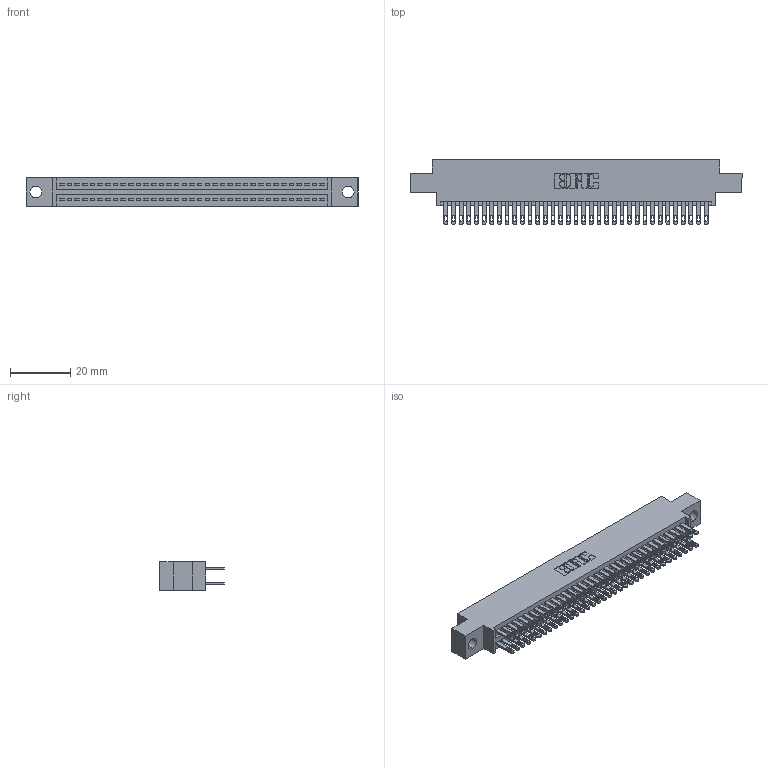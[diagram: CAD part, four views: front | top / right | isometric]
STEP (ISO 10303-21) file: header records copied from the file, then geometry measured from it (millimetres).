
FILE_DESCRIPTION (( 'STEP AP203' ), '1' );
FILE_NAME ('345-070-500-804.STEP', '2018-09-30T21:57:40', ( '' ), ( '' ), 'SwSTEP 2.0', 'SolidWorks 2016', '' );
FILE_SCHEMA (( 'CONFIG_CONTROL_DESIGN' ));
Length unit declared in the file: inch
Products named in the file (3): 345 Part_0.170 Offset - 0.156 Dia-TH; 345-292-001_345-293-100; 345-070-500-804
Assembly tree (71 placements, depth 2):
  345-070-500-804
    345 Part_0.170 Offset - 0.156 Dia-TH
    345-292-001_345-293-100  x70
Bounding box: 110.11 x 21.51 x 9.4 mm (x, y, z)
Volume: 10643.8 mm3; surface area: 16270.3 mm2
Topology: 71 solids, 71 shells, 3350 faces, 10223 edges, 6814 vertices
Faces by surface type: plane 1974, cylinder 1376
Entity records: 28469 total; most frequent: CARTESIAN_POINT 4780, ORIENTED_EDGE 4714, DIRECTION 4225, EDGE_CURVE 2357, VECTOR 2081, LINE 2081, VERTEX_POINT 1570, AXIS2_PLACEMENT_3D 1072
